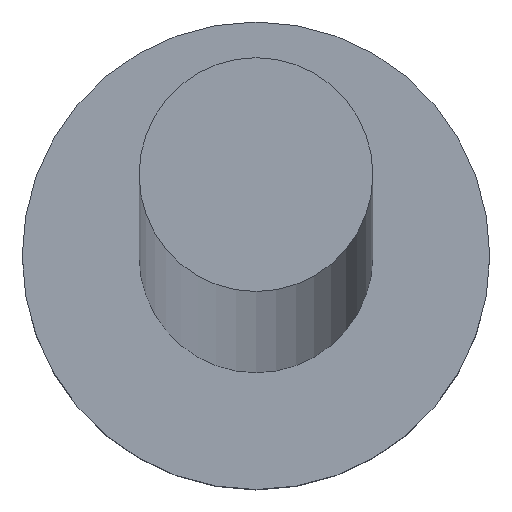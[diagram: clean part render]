
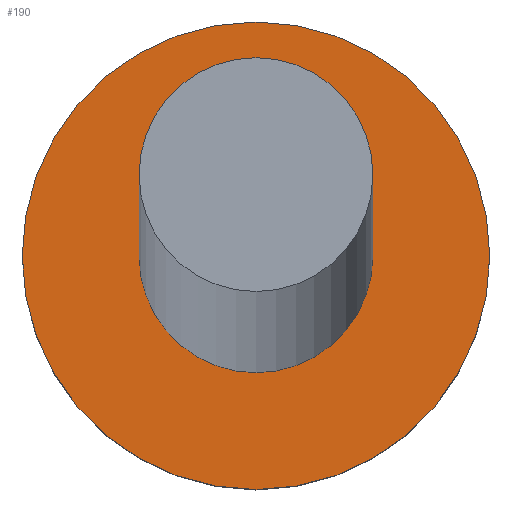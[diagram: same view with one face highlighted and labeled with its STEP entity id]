
A CAD part, top view. The second image highlights one B-rep face of the part: STEP entity #190.
In plain terms, the highlighted planar face has unit normal (0, 0, 1).
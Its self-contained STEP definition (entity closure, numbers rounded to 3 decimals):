
#4 = FACE_OUTER_BOUND ( 'NONE', #194, .T. ) ;
#5 = ORIENTED_EDGE ( 'NONE', *, *, #107, .F. ) ;
#8 = DIRECTION ( 'NONE',  ( 0., 0., 1. ) ) ;
#10 = ORIENTED_EDGE ( 'NONE', *, *, #239, .T. ) ;
#18 = CARTESIAN_POINT ( 'NONE',  ( 0., 0., 5. ) ) ;
#23 = CIRCLE ( 'NONE', #120, 2.5 ) ;
#27 = DIRECTION ( 'NONE',  ( 1., 0., 0. ) ) ;
#29 = CARTESIAN_POINT ( 'NONE',  ( 0., 0., 5. ) ) ;
#30 = CARTESIAN_POINT ( 'NONE',  ( -5., 0., 5. ) ) ;
#31 = CARTESIAN_POINT ( 'NONE',  ( 5., 0., 5. ) ) ;
#34 = VERTEX_POINT ( 'NONE', #195 ) ;
#39 = ORIENTED_EDGE ( 'NONE', *, *, #193, .F. ) ;
#54 = VERTEX_POINT ( 'NONE', #158 ) ;
#65 = CARTESIAN_POINT ( 'NONE',  ( 0., 0., 5. ) ) ;
#66 = EDGE_LOOP ( 'NONE', ( #39, #5 ) ) ;
#71 = AXIS2_PLACEMENT_3D ( 'NONE', #185, #8, #74 ) ;
#74 = DIRECTION ( 'NONE',  ( 1., 0., 0. ) ) ;
#86 = AXIS2_PLACEMENT_3D ( 'NONE', #29, #127, #27 ) ;
#91 = FACE_BOUND ( 'NONE', #66, .T. ) ;
#101 = CIRCLE ( 'NONE', #71, 2.5 ) ;
#105 = CIRCLE ( 'NONE', #164, 5. ) ;
#107 = EDGE_CURVE ( 'NONE', #54, #34, #23, .T. ) ;
#119 = EDGE_CURVE ( 'NONE', #191, #145, #105, .T. ) ;
#120 = AXIS2_PLACEMENT_3D ( 'NONE', #65, #128, #162 ) ;
#127 = DIRECTION ( 'NONE',  ( 0., 0., 1. ) ) ;
#128 = DIRECTION ( 'NONE',  ( 0., 0., 1. ) ) ;
#131 = DIRECTION ( 'NONE',  ( 1., 0., 0. ) ) ;
#145 = VERTEX_POINT ( 'NONE', #30 ) ;
#158 = CARTESIAN_POINT ( 'NONE',  ( 2.5, 0., 5. ) ) ;
#162 = DIRECTION ( 'NONE',  ( 1., 0., 0. ) ) ;
#164 = AXIS2_PLACEMENT_3D ( 'NONE', #251, #236, #222 ) ;
#165 = PLANE ( 'NONE',  #197 ) ;
#166 = CIRCLE ( 'NONE', #86, 5. ) ;
#185 = CARTESIAN_POINT ( 'NONE',  ( 0., 0., 5. ) ) ;
#190 = ADVANCED_FACE ( 'NONE', ( #91, #4 ), #165, .T. ) ;
#191 = VERTEX_POINT ( 'NONE', #31 ) ;
#193 = EDGE_CURVE ( 'NONE', #34, #54, #101, .T. ) ;
#194 = EDGE_LOOP ( 'NONE', ( #10, #249 ) ) ;
#195 = CARTESIAN_POINT ( 'NONE',  ( -2.5, 0., 5. ) ) ;
#197 = AXIS2_PLACEMENT_3D ( 'NONE', #18, #238, #131 ) ;
#222 = DIRECTION ( 'NONE',  ( 1., 0., 0. ) ) ;
#236 = DIRECTION ( 'NONE',  ( 0., 0., 1. ) ) ;
#238 = DIRECTION ( 'NONE',  ( 0., 0., 1. ) ) ;
#239 = EDGE_CURVE ( 'NONE', #145, #191, #166, .T. ) ;
#249 = ORIENTED_EDGE ( 'NONE', *, *, #119, .T. ) ;
#251 = CARTESIAN_POINT ( 'NONE',  ( 0., 0., 5. ) ) ;
